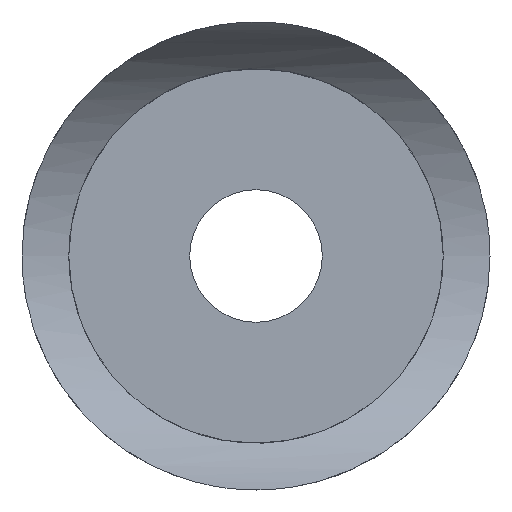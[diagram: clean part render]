
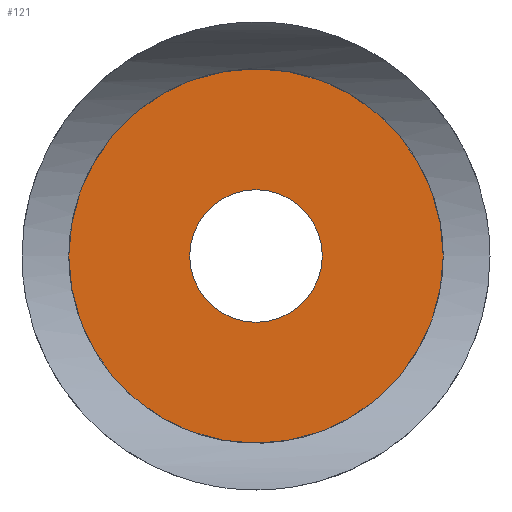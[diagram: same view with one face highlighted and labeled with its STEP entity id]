
A CAD part, front view. The second image highlights one B-rep face of the part: STEP entity #121.
In plain terms, the highlighted planar face has unit normal (0, -1, 0).
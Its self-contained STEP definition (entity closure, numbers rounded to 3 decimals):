
#20=FACE_BOUND('',#40,.T.);
#24=PLANE('',#157);
#30=FACE_OUTER_BOUND('',#39,.T.);
#39=EDGE_LOOP('',(#99));
#40=EDGE_LOOP('',(#100));
#57=CIRCLE('',#154,4.25);
#58=CIRCLE('',#156,12.);
#63=VERTEX_POINT('',#207);
#66=VERTEX_POINT('',#266);
#75=EDGE_CURVE('',#63,#63,#57,.T.);
#79=EDGE_CURVE('',#66,#66,#58,.F.);
#99=ORIENTED_EDGE('',*,*,#79,.F.);
#100=ORIENTED_EDGE('',*,*,#75,.T.);
#121=ADVANCED_FACE('',(#30,#20),#24,.F.);
#154=AXIS2_PLACEMENT_3D('',#209,#178,#179);
#156=AXIS2_PLACEMENT_3D('',#268,#183,#184);
#157=AXIS2_PLACEMENT_3D('',#269,#185,#186);
#178=DIRECTION('center_axis',(0.,1.,0.));
#179=DIRECTION('ref_axis',(1.,0.,0.));
#183=DIRECTION('center_axis',(0.,-1.,0.));
#184=DIRECTION('ref_axis',(-1.,0.,0.));
#185=DIRECTION('center_axis',(0.,1.,0.));
#186=DIRECTION('ref_axis',(0.,0.,1.));
#207=CARTESIAN_POINT('',(-4.25,3.,0.));
#209=CARTESIAN_POINT('Origin',(0.,3.,0.));
#266=CARTESIAN_POINT('',(12.,3.,0.));
#268=CARTESIAN_POINT('Origin',(0.,3.,0.));
#269=CARTESIAN_POINT('Origin',(0.,3.,0.));
